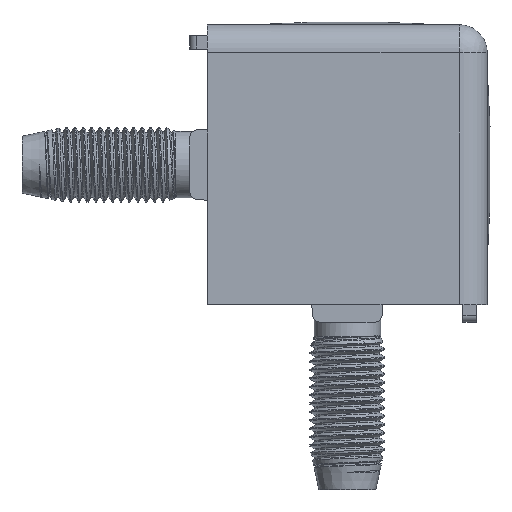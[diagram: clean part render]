
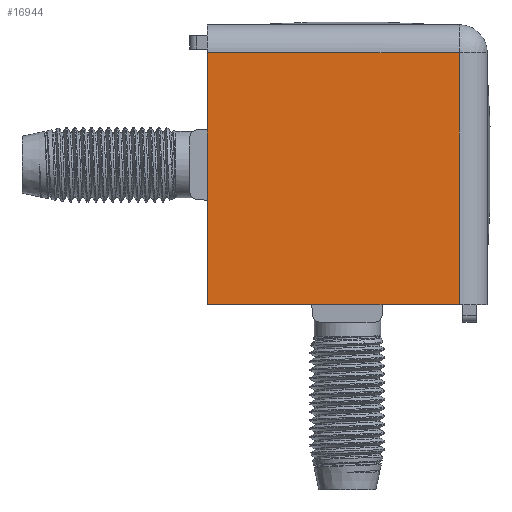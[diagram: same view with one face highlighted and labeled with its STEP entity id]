
A CAD part, front view. The second image highlights one B-rep face of the part: STEP entity #16944.
In plain terms, the highlighted planar face has unit normal (0, -1, 0).
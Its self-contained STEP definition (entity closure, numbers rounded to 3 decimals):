
#1545 = EDGE_CURVE ( 'NONE', #10060, #19023, #14982, .T. ) ;
#1687 = CARTESIAN_POINT ( 'NONE',  ( -20., -20., -20. ) ) ;
#1928 = DIRECTION ( 'NONE',  ( 0., 0., 1. ) ) ;
#2469 = EDGE_CURVE ( 'NONE', #19023, #13903, #13178, .T. ) ;
#2473 = ORIENTED_EDGE ( 'NONE', *, *, #2469, .F. ) ;
#5298 = ORIENTED_EDGE ( 'NONE', *, *, #1545, .F. ) ;
#8489 = FACE_OUTER_BOUND ( 'NONE', #20773, .T. ) ;
#9558 = VECTOR ( 'NONE', #13159, 1000. ) ;
#9560 = CARTESIAN_POINT ( 'NONE',  ( -20., -20., 20. ) ) ;
#9612 = LINE ( 'NONE', #9560, #9558 ) ;
#10036 = ORIENTED_EDGE ( 'NONE', *, *, #16350, .T. ) ;
#10060 = VERTEX_POINT ( 'NONE', #18582 ) ;
#10525 = ORIENTED_EDGE ( 'NONE', *, *, #14949, .T. ) ;
#10598 = DIRECTION ( 'NONE',  ( 1., 0., 0. ) ) ;
#11524 = CARTESIAN_POINT ( 'NONE',  ( -20., -20., -20. ) ) ;
#11935 = VECTOR ( 'NONE', #10598, 1000. ) ;
#11970 = LINE ( 'NONE', #1687, #11935 ) ;
#12629 = DIRECTION ( 'NONE',  ( 0., 1., 0. ) ) ;
#13159 = DIRECTION ( 'NONE',  ( 0., 0., -1. ) ) ;
#13178 = LINE ( 'NONE', #16989, #13208 ) ;
#13208 = VECTOR ( 'NONE', #20568, 1000. ) ;
#13681 = AXIS2_PLACEMENT_3D ( 'NONE', #21518, #12629, #1928 ) ;
#13703 = DIRECTION ( 'NONE',  ( 1., 0., 0. ) ) ;
#13903 = VERTEX_POINT ( 'NONE', #19910 ) ;
#14215 = CARTESIAN_POINT ( 'NONE',  ( 16., -20., 16. ) ) ;
#14761 = VECTOR ( 'NONE', #13703, 1000. ) ;
#14949 = EDGE_CURVE ( 'NONE', #21858, #13903, #11970, .T. ) ;
#14982 = LINE ( 'NONE', #17254, #14761 ) ;
#16350 = EDGE_CURVE ( 'NONE', #10060, #21858, #9612, .T. ) ;
#16944 = ADVANCED_FACE ( 'NONE', ( #8489 ), #19685, .F. ) ;
#16989 = CARTESIAN_POINT ( 'NONE',  ( 16., -20., 20. ) ) ;
#17254 = CARTESIAN_POINT ( 'NONE',  ( -20., -20., 16. ) ) ;
#18582 = CARTESIAN_POINT ( 'NONE',  ( -20., -20., 16. ) ) ;
#19023 = VERTEX_POINT ( 'NONE', #14215 ) ;
#19685 = PLANE ( 'NONE',  #13681 ) ;
#19910 = CARTESIAN_POINT ( 'NONE',  ( 16., -20., -20. ) ) ;
#20568 = DIRECTION ( 'NONE',  ( 0., 0., -1. ) ) ;
#20773 = EDGE_LOOP ( 'NONE', ( #5298, #10036, #10525, #2473 ) ) ;
#21518 = CARTESIAN_POINT ( 'NONE',  ( -20., -20., 20. ) ) ;
#21858 = VERTEX_POINT ( 'NONE', #11524 ) ;
